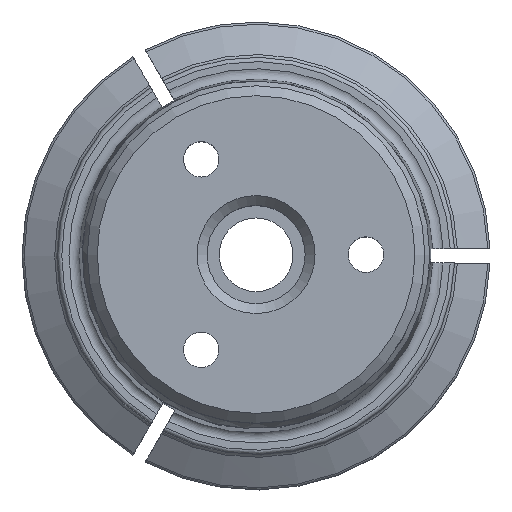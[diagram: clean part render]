
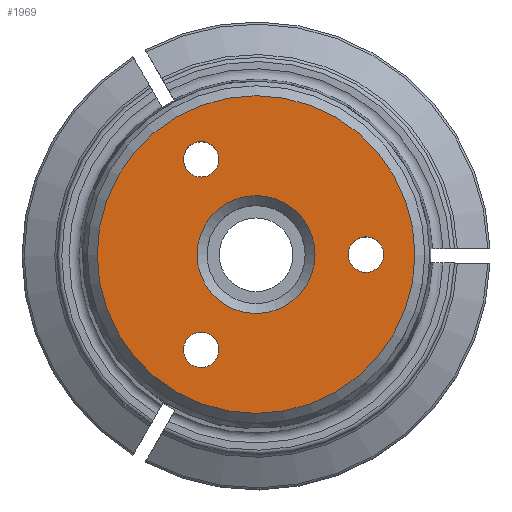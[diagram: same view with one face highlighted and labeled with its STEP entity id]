
A CAD part, top view. The second image highlights one B-rep face of the part: STEP entity #1969.
In plain terms, the highlighted planar face has unit normal (0, 0, 1).
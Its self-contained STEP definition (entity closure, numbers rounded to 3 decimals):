
#187=PLANE('',#2077);
#274=ORIENTED_EDGE('',*,*,#664,.F.);
#275=ORIENTED_EDGE('',*,*,#661,.T.);
#276=ORIENTED_EDGE('',*,*,#659,.T.);
#277=ORIENTED_EDGE('',*,*,#657,.T.);
#278=ORIENTED_EDGE('',*,*,#653,.T.);
#653=EDGE_CURVE('',#851,#851,#995,.T.);
#657=EDGE_CURVE('',#855,#855,#999,.T.);
#659=EDGE_CURVE('',#857,#857,#1001,.T.);
#661=EDGE_CURVE('',#859,#859,#1003,.T.);
#664=EDGE_CURVE('',#862,#862,#1006,.T.);
#851=VERTEX_POINT('',#2677);
#855=VERTEX_POINT('',#2687);
#857=VERTEX_POINT('',#2692);
#859=VERTEX_POINT('',#2697);
#862=VERTEX_POINT('',#2705);
#995=CIRCLE('',#2055,4.159);
#999=CIRCLE('',#2061,1.25);
#1001=CIRCLE('',#2064,1.25);
#1003=CIRCLE('',#2067,1.25);
#1006=CIRCLE('',#2072,11.2);
#1108=EDGE_LOOP('',(#274));
#1109=EDGE_LOOP('',(#275));
#1110=EDGE_LOOP('',(#276));
#1111=EDGE_LOOP('',(#277));
#1112=EDGE_LOOP('',(#278));
#1236=FACE_BOUND('',#1108,.T.);
#1237=FACE_BOUND('',#1109,.T.);
#1238=FACE_BOUND('',#1110,.T.);
#1239=FACE_BOUND('',#1111,.T.);
#1240=FACE_BOUND('',#1112,.T.);
#1969=ADVANCED_FACE('',(#1236,#1237,#1238,#1239,#1240),#187,.F.);
#2055=AXIS2_PLACEMENT_3D('',#2676,#2246,#2247);
#2061=AXIS2_PLACEMENT_3D('',#2686,#2258,#2259);
#2064=AXIS2_PLACEMENT_3D('',#2691,#2264,#2265);
#2067=AXIS2_PLACEMENT_3D('',#2696,#2270,#2271);
#2072=AXIS2_PLACEMENT_3D('',#2704,#2280,#2281);
#2077=AXIS2_PLACEMENT_3D('',#2712,#2290,#2291);
#2246=DIRECTION('',(0.,0.,-1.));
#2247=DIRECTION('',(-1.,0.,0.));
#2258=DIRECTION('',(0.,0.,-1.));
#2259=DIRECTION('',(1.,0.,0.));
#2264=DIRECTION('',(0.,0.,-1.));
#2265=DIRECTION('',(1.,0.,0.));
#2270=DIRECTION('',(0.,0.,-1.));
#2271=DIRECTION('',(1.,0.,0.));
#2280=DIRECTION('',(0.,0.,-1.));
#2281=DIRECTION('',(-1.,0.,0.));
#2290=DIRECTION('',(0.,0.,-1.));
#2291=DIRECTION('',(-1.,0.,0.));
#2676=CARTESIAN_POINT('',(0.,0.,60.5));
#2677=CARTESIAN_POINT('',(-4.159,0.,60.5));
#2686=CARTESIAN_POINT('',(-3.875,-6.712,60.5));
#2687=CARTESIAN_POINT('',(-2.625,-6.712,60.5));
#2691=CARTESIAN_POINT('',(-3.875,6.712,60.5));
#2692=CARTESIAN_POINT('',(-2.625,6.712,60.5));
#2696=CARTESIAN_POINT('',(7.75,0.,60.5));
#2697=CARTESIAN_POINT('',(9.,0.,60.5));
#2704=CARTESIAN_POINT('',(0.,0.,60.5));
#2705=CARTESIAN_POINT('',(-11.2,0.,60.5));
#2712=CARTESIAN_POINT('',(11.9,0.,60.5));
